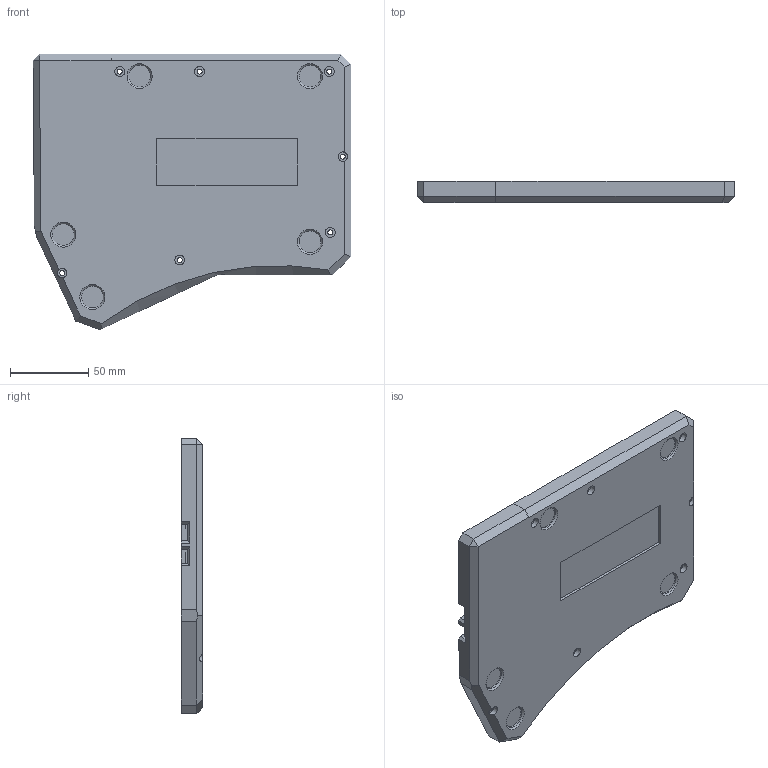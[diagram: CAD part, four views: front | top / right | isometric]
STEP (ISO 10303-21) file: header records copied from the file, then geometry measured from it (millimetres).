
FILE_DESCRIPTION(/* description */ (''),/* implementation_level */ '2;1');
FILE_NAME(/* name */ 'left_bottom.step',/* time_stamp */ '2024-11-13T16:20:20-07:00',/* author */ (''),/* organization */ (''),/* preprocessor_version */ 'ST-DEVELOPER v20',/* originating_system */ 'Autodesk Translation Framework v13.20.0.188',/* authorisation */ '');
FILE_SCHEMA (('AUTOMOTIVE_DESIGN { 1 0 10303 214 3 1 1 }'));
Length unit declared in the file: millimetre
Products named in the file (1): left_bottom
Bounding box: 202.98 x 13.7 x 176.24 mm (x, y, z)
Volume: 165170.8 mm3; surface area: 77089.2 mm2
Topology: 1 solids, 1 shells, 179 faces, 457 edges, 301 vertices
Faces by surface type: plane 142, cylinder 32, cone 5
Full cylindrical faces by diameter (mm): 3.2 x7, 3.6 x2, 5.9 x1, 6 x3, 6.2 x2, 6.3 x8, 14 x5
Entity records: 5742 total; most frequent: CARTESIAN_POINT 1273, ORIENTED_EDGE 914, DIRECTION 883, EDGE_CURVE 457, LINE 371, VECTOR 371, VERTEX_POINT 301, AXIS2_PLACEMENT_3D 256
